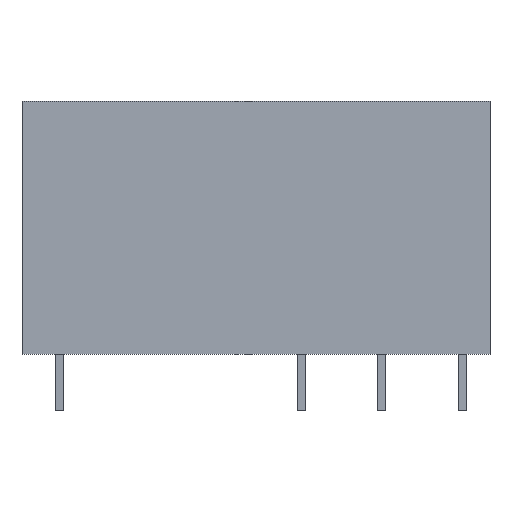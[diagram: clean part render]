
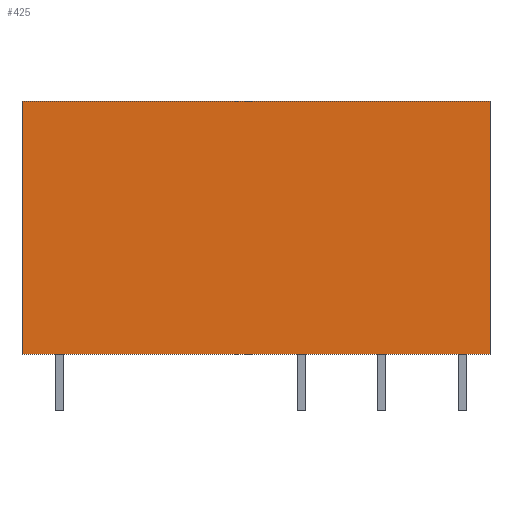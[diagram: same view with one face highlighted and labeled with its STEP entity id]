
A CAD part, front view. The second image highlights one B-rep face of the part: STEP entity #425.
In plain terms, the highlighted planar face has unit normal (0, -1, 0).
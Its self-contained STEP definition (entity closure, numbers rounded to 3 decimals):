
#32 = VERTEX_POINT('',#33);
#33 = CARTESIAN_POINT('',(-2.3,-2.5,0.3));
#39 = EDGE_CURVE('',#32,#40,#42,.T.);
#40 = VERTEX_POINT('',#41);
#41 = CARTESIAN_POINT('',(-2.3,-2.5,16.));
#42 = LINE('',#43,#44);
#43 = CARTESIAN_POINT('',(-2.3,-2.5,8.15));
#44 = VECTOR('',#45,1.);
#45 = DIRECTION('',(0.,0.,1.));
#72 = VERTEX_POINT('',#73);
#73 = CARTESIAN_POINT('',(26.7,-2.5,16.));
#79 = EDGE_CURVE('',#80,#72,#82,.T.);
#80 = VERTEX_POINT('',#81);
#81 = CARTESIAN_POINT('',(26.7,-2.5,0.3));
#82 = LINE('',#83,#84);
#83 = CARTESIAN_POINT('',(26.7,-2.5,8.15));
#84 = VECTOR('',#85,1.);
#85 = DIRECTION('',(0.,0.,1.));
#312 = EDGE_CURVE('',#32,#80,#313,.T.);
#313 = LINE('',#314,#315);
#314 = CARTESIAN_POINT('',(12.2,-2.5,0.3));
#315 = VECTOR('',#316,1.);
#316 = DIRECTION('',(1.,0.,0.));
#402 = EDGE_CURVE('',#40,#72,#403,.T.);
#403 = LINE('',#404,#405);
#404 = CARTESIAN_POINT('',(12.2,-2.5,16.));
#405 = VECTOR('',#406,1.);
#406 = DIRECTION('',(1.,0.,0.));
#425 = ADVANCED_FACE('',(#426),#432,.T.);
#426 = FACE_BOUND('',#427,.T.);
#427 = EDGE_LOOP('',(#428,#429,#430,#431));
#428 = ORIENTED_EDGE('',*,*,#39,.F.);
#429 = ORIENTED_EDGE('',*,*,#312,.T.);
#430 = ORIENTED_EDGE('',*,*,#79,.T.);
#431 = ORIENTED_EDGE('',*,*,#402,.F.);
#432 = PLANE('',#433);
#433 = AXIS2_PLACEMENT_3D('',#434,#435,#436);
#434 = CARTESIAN_POINT('',(12.2,-2.5,8.15));
#435 = DIRECTION('',(0.,-1.,0.));
#436 = DIRECTION('',(1.,0.,0.));
